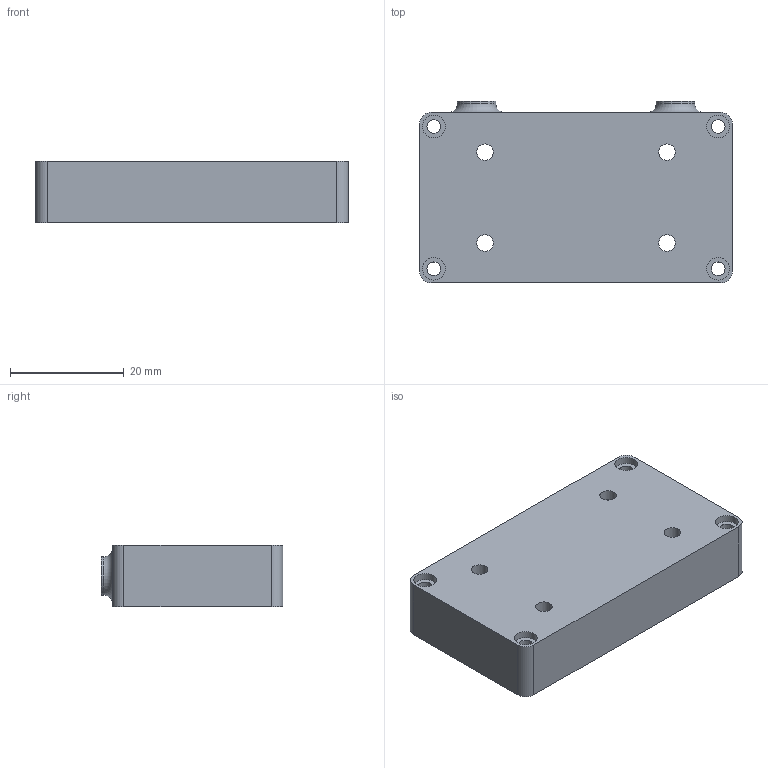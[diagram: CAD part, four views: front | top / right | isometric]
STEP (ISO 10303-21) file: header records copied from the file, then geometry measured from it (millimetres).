
FILE_DESCRIPTION(/* description */ ('STEP AP242','CAx-IF Rec.Pracs.---Representation and Presentation of Product Manufacturing Information (PMI)---4.0---2014-10-13','CAx-IF Rec.Pracs.---3D Tessellated Geometry---0.4---2014-09-14','2;1'),/* implementation_level */ '2;1');
FILE_NAME(/* name */ '688b9e269316390eb04ee37a',/* time_stamp */ '2025-07-31T16:47:34Z',/* author */ (''),/* organization */ (''),/* preprocessor_version */ 'ST-DEVELOPER v20',/* originating_system */ 'ONSHAPE BY PTC INC, 1.201',/* authorisation */ ' ');
FILE_SCHEMA (('AP242_MANAGED_MODEL_BASED_3D_ENGINEERING_MIM_LF { 1 0 10303 442 1 1 4 }'));
Length unit declared in the file: metre
Products named in the file (1): Battery Case
Bounding box: 55 x 32 x 10.75 mm (x, y, z)
Volume: 7323.5 mm3; surface area: 6812.4 mm2
Topology: 1 solids, 1 shells, 63 faces, 154 edges, 102 vertices
Faces by surface type: cylinder 37, plane 24, torus 2
Full cylindrical faces by diameter (mm): 2.4 x4, 2.8 x2, 2.9 x4, 4 x4, 6.8 x2
Entity records: 1852 total; most frequent: DIRECTION 340, CARTESIAN_POINT 302, ORIENTED_EDGE 272, AXIS2_PLACEMENT_3D 140, EDGE_CURVE 136, EDGE_LOOP 106, FACE_BOUND 106, VERTEX_POINT 102
